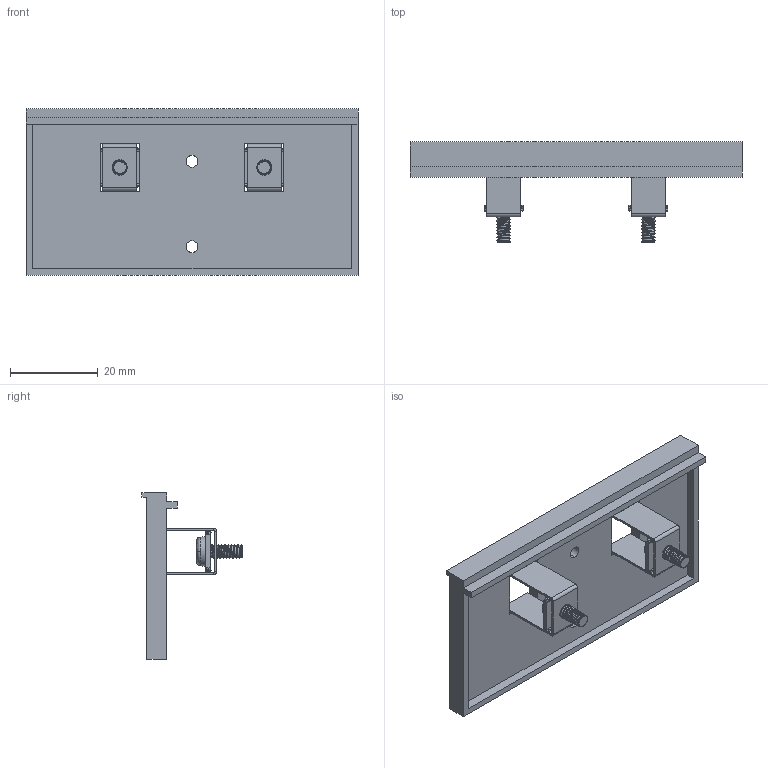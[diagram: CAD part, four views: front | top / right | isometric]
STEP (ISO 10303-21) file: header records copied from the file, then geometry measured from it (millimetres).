
FILE_DESCRIPTION (( 'STEP AP214' ), '1' );
FILE_NAME ('SPFBAK1.step', '2019-03-27T13:38:04', ( '' ), ( '' ), 'SwSTEP 2.0', 'SolidWorks 2018', '' );
FILE_SCHEMA (( 'AUTOMOTIVE_DESIGN' ));
Length unit declared in the file: millimetre
Products named in the file (1): SPFBAK1
Bounding box: 75.8 x 22.84 x 38 mm (x, y, z)
Volume: 8700.4 mm3; surface area: 9837.5 mm2
Topology: 7 solids, 7 shells, 344 faces, 906 edges, 560 vertices
Faces by surface type: cylinder 160, plane 138, bspline 40, cone 6
Entity records: 16618 total; most frequent: CARTESIAN_POINT 8660, ORIENTED_EDGE 1780, DIRECTION 1400, EDGE_CURVE 890, VERTEX_POINT 560, AXIS2_PLACEMENT_3D 475, LINE 450, VECTOR 450
